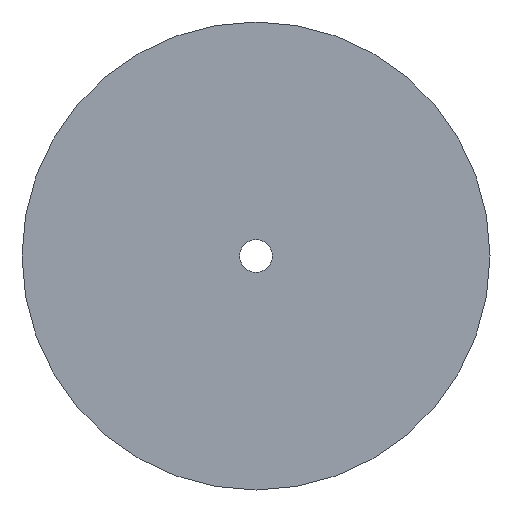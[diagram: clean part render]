
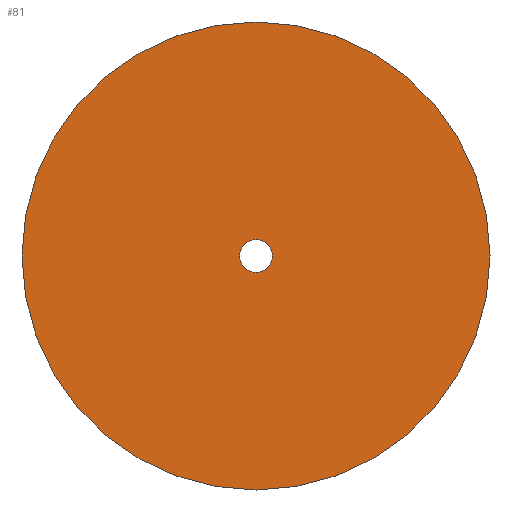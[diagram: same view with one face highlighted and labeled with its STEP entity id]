
A CAD part, front view. The second image highlights one B-rep face of the part: STEP entity #81.
In plain terms, the highlighted planar face has unit normal (0, -1, 0).
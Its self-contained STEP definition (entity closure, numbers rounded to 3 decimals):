
#25 = AXIS2_PLACEMENT_3D ( 'NONE', #156, #302, #245 ) ;
#32 = FACE_OUTER_BOUND ( 'NONE', #80, .T. ) ;
#36 = ORIENTED_EDGE ( 'NONE', *, *, #70, .T. ) ;
#46 = CARTESIAN_POINT ( 'NONE',  ( 0., 0., 0. ) ) ;
#63 = CARTESIAN_POINT ( 'NONE',  ( 0., 0., 0. ) ) ;
#70 = EDGE_CURVE ( 'NONE', #344, #330, #379, .T. ) ;
#80 = EDGE_LOOP ( 'NONE', ( #192, #254 ) ) ;
#81 = ADVANCED_FACE ( 'NONE', ( #32, #288 ), #322, .F. ) ;
#83 = VERTEX_POINT ( 'NONE', #324 ) ;
#85 = CARTESIAN_POINT ( 'NONE',  ( 0., 0., 0.9 ) ) ;
#100 = AXIS2_PLACEMENT_3D ( 'NONE', #46, #143, #233 ) ;
#139 = AXIS2_PLACEMENT_3D ( 'NONE', #63, #370, #193 ) ;
#143 = DIRECTION ( 'NONE',  ( 0., 1., 0. ) ) ;
#156 = CARTESIAN_POINT ( 'NONE',  ( 0., 0., 0. ) ) ;
#165 = EDGE_CURVE ( 'NONE', #317, #83, #179, .T. ) ;
#169 = DIRECTION ( 'NONE',  ( 0., 1., 0. ) ) ;
#170 = EDGE_CURVE ( 'NONE', #83, #317, #359, .T. ) ;
#179 = CIRCLE ( 'NONE', #100, 0.9 ) ;
#186 = ORIENTED_EDGE ( 'NONE', *, *, #266, .T. ) ;
#192 = ORIENTED_EDGE ( 'NONE', *, *, #170, .F. ) ;
#193 = DIRECTION ( 'NONE',  ( 0., 0., 1. ) ) ;
#195 = AXIS2_PLACEMENT_3D ( 'NONE', #268, #169, #235 ) ;
#216 = CARTESIAN_POINT ( 'NONE',  ( 0., 0., -0.063 ) ) ;
#233 = DIRECTION ( 'NONE',  ( 0., 0., 1. ) ) ;
#235 = DIRECTION ( 'NONE',  ( 0., 0., 1. ) ) ;
#245 = DIRECTION ( 'NONE',  ( 0., 0., 1. ) ) ;
#249 = EDGE_LOOP ( 'NONE', ( #186, #36 ) ) ;
#253 = AXIS2_PLACEMENT_3D ( 'NONE', #264, #386, #381 ) ;
#254 = ORIENTED_EDGE ( 'NONE', *, *, #165, .F. ) ;
#264 = CARTESIAN_POINT ( 'NONE',  ( 0., 0., 0. ) ) ;
#266 = EDGE_CURVE ( 'NONE', #330, #344, #373, .T. ) ;
#268 = CARTESIAN_POINT ( 'NONE',  ( 0., 0., 0. ) ) ;
#288 = FACE_BOUND ( 'NONE', #249, .T. ) ;
#302 = DIRECTION ( 'NONE',  ( 0., 1., 0. ) ) ;
#317 = VERTEX_POINT ( 'NONE', #85 ) ;
#322 = PLANE ( 'NONE',  #195 ) ;
#324 = CARTESIAN_POINT ( 'NONE',  ( 0., 0., -0.9 ) ) ;
#330 = VERTEX_POINT ( 'NONE', #216 ) ;
#331 = CARTESIAN_POINT ( 'NONE',  ( 0., 0., 0.063 ) ) ;
#344 = VERTEX_POINT ( 'NONE', #331 ) ;
#359 = CIRCLE ( 'NONE', #253, 0.9 ) ;
#370 = DIRECTION ( 'NONE',  ( 0., 1., 0. ) ) ;
#373 = CIRCLE ( 'NONE', #25, 0.063 ) ;
#379 = CIRCLE ( 'NONE', #139, 0.063 ) ;
#381 = DIRECTION ( 'NONE',  ( 0., 0., 1. ) ) ;
#386 = DIRECTION ( 'NONE',  ( 0., 1., 0. ) ) ;
